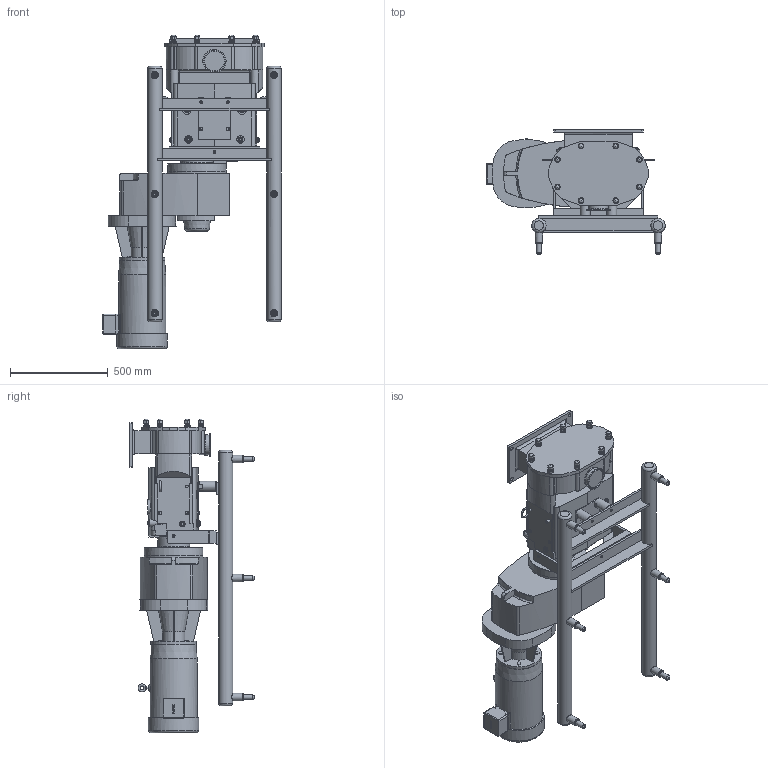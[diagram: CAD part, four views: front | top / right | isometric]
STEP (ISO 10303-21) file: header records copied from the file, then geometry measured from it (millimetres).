
FILE_DESCRIPTION(/* description */ (''),/* implementation_level */ '2;1');
FILE_NAME(/* name */ 'U3_214U3_215TC_(3.55 x 12.8)x4.0_S-Line_10HP_SIDE_SM.stp',/* time_stamp */ '2021-05-24T18:46:07+05:00',/* author */ ('trtmhr'),/* organization */ (''),/* preprocessor_version */ 'ST-DEVELOPER v18.1',/* originating_system */ 'Autodesk Inventor 2020',/* authorisation */ '');
FILE_SCHEMA (('AUTOMOTIVE_DESIGN { 1 0 10303 214 3 1 1 }'));
Length unit declared in the file: inch
Products named in the file (1): U3_214U3_215TC_(3.55 x 12.8)x4.0_S-Line_10HP_SIDE_SM
Bounding box: 912.47 x 635.83 x 1606.32 mm (x, y, z)
Volume: 149235497.2 mm3; surface area: 4149398.8 mm2
Topology: 6 solids, 6 shells, 1016 faces, 2742 edges, 1808 vertices
Faces by surface type: plane 539, cylinder 248, bspline 85, torus 69, cone 67, sphere 8
Full cylindrical faces by diameter (mm): 2.54 x2, 6.39 x1, 7.62 x1, 7.798 x1, 10.719 x5, 12.141 x1, 12.7 x2, 14.224 x2, 14.3 x3, 15.24 x1, 17.526 x4, 23.012 x8, 23.876 x3, 25.4 x11, 29.083 x8, 29.21 x2, 31.75 x3, 38.1 x10, 42.672 x2, 50.8 x2, 101.6 x1, 102.946 x2, 103.962 x1, 119.024 x1, 232.994 x1, 241.579 x1, 258.572 x1, 299.974 x1, 299.999 x1
Entity records: 34704 total; most frequent: CARTESIAN_POINT 9178, ORIENTED_EDGE 5442, DIRECTION 5174, EDGE_CURVE 2721, AXIS2_PLACEMENT_3D 1894, VERTEX_POINT 1808, LINE 1386, VECTOR 1386
